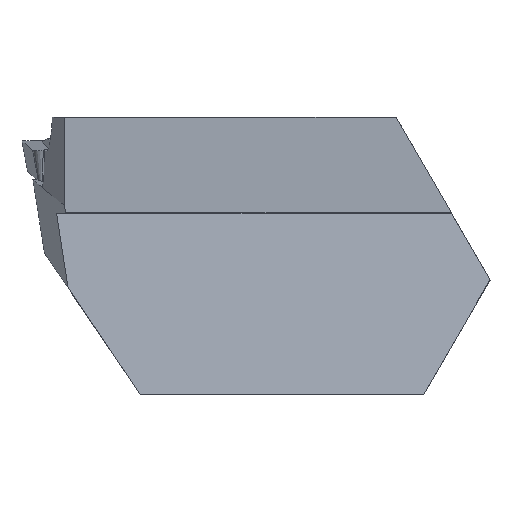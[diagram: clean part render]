
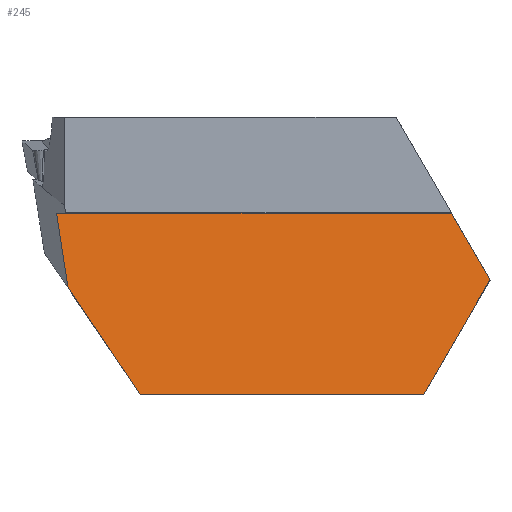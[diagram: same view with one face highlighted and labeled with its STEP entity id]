
A CAD part, top view. The second image highlights one B-rep face of the part: STEP entity #245.
In plain terms, the highlighted planar face has unit normal (0, 0.139, 0.99).
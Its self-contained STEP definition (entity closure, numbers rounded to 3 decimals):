
#149=FACE_OUTER_BOUND('',#422,.T.);
#245=ADVANCED_FACE('',(#149),#298,.F.);
#298=PLANE('',#1484);
#422=EDGE_LOOP('',(#696,#697,#698,#699,#700,#701));
#696=ORIENTED_EDGE('',*,*,#1047,.F.);
#697=ORIENTED_EDGE('',*,*,#1063,.T.);
#698=ORIENTED_EDGE('',*,*,#1064,.T.);
#699=ORIENTED_EDGE('',*,*,#1065,.T.);
#700=ORIENTED_EDGE('',*,*,#1066,.T.);
#701=ORIENTED_EDGE('',*,*,#1039,.T.);
#891=VERTEX_POINT('',#2175);
#892=VERTEX_POINT('',#2176);
#896=VERTEX_POINT('',#2188);
#905=VERTEX_POINT('',#2220);
#906=VERTEX_POINT('',#2222);
#907=VERTEX_POINT('',#2224);
#1039=EDGE_CURVE('',#891,#892,#1175,.T.);
#1047=EDGE_CURVE('',#896,#892,#1183,.T.);
#1063=EDGE_CURVE('',#896,#905,#1197,.T.);
#1064=EDGE_CURVE('',#905,#906,#1198,.T.);
#1065=EDGE_CURVE('',#906,#907,#1199,.T.);
#1066=EDGE_CURVE('',#907,#891,#1200,.T.);
#1175=LINE('',#2174,#1300);
#1183=LINE('',#2189,#1308);
#1197=LINE('',#2219,#1322);
#1198=LINE('',#2221,#1323);
#1199=LINE('',#2223,#1324);
#1200=LINE('',#2225,#1325);
#1300=VECTOR('',#1733,1.);
#1308=VECTOR('',#1743,1.);
#1322=VECTOR('',#1773,1.);
#1323=VECTOR('',#1774,1.);
#1324=VECTOR('',#1775,1.);
#1325=VECTOR('',#1776,1.);
#1484=AXIS2_PLACEMENT_3D('',#2226,#1777,#1778);
#1733=DIRECTION('',(0.15,-0.979,0.138));
#1743=DIRECTION('',(-0.555,0.823,-0.116));
#1773=DIRECTION('',(1.,0.,0.));
#1774=DIRECTION('',(0.496,0.86,-0.121));
#1775=DIRECTION('',(-0.496,0.86,-0.121));
#1776=DIRECTION('',(-1.,0.,0.));
#1777=DIRECTION('',(0.,-0.139,-0.99));
#1778=DIRECTION('',(0.,0.99,-0.139));
#2174=CARTESIAN_POINT('',(-43.2,-9.01,0.423));
#2175=CARTESIAN_POINT('',(-43.662,-6.,0.));
#2176=CARTESIAN_POINT('',(-42.472,-13.748,1.089));
#2188=CARTESIAN_POINT('',(-34.95,-24.9,2.656));
#2189=CARTESIAN_POINT('',(-40.147,-17.195,1.573));
#2219=CARTESIAN_POINT('',(-23.222,-24.9,2.656));
#2220=CARTESIAN_POINT('',(-5.424,-24.9,2.656));
#2221=CARTESIAN_POINT('',(-3.915,-22.287,2.289));
#2222=CARTESIAN_POINT('',(1.476,-12.949,0.977));
#2223=CARTESIAN_POINT('',(-7.632,2.827,-1.241));
#2224=CARTESIAN_POINT('',(-2.536,-6.,0.));
#2225=CARTESIAN_POINT('',(-48.,-6.,0.));
#2226=CARTESIAN_POINT('',(-23.222,-6.,0.));
